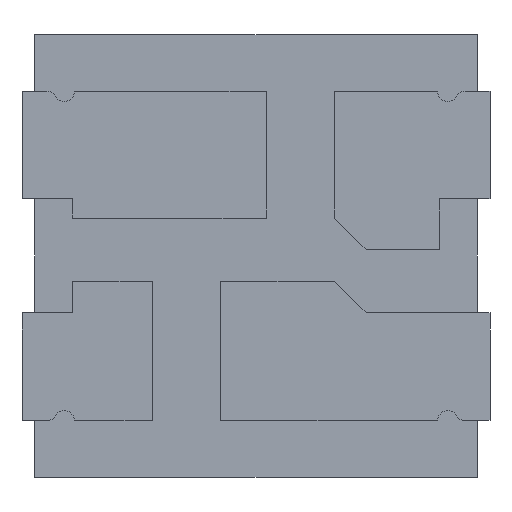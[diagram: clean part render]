
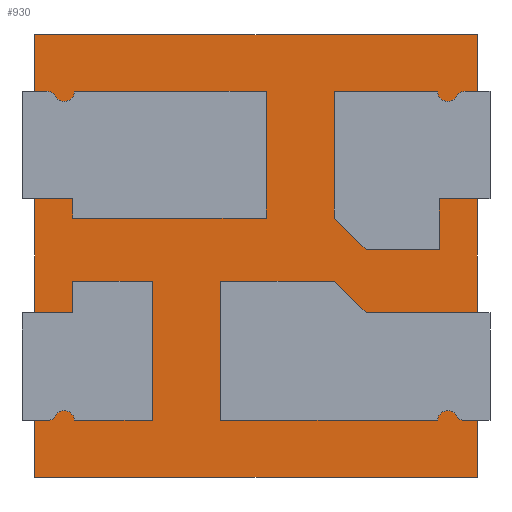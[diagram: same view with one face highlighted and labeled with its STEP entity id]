
A CAD part, front view. The second image highlights one B-rep face of the part: STEP entity #930.
In plain terms, the highlighted planar face has unit normal (0, -1, 0).
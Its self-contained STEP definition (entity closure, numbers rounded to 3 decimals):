
#61=FACE_OUTER_BOUND('',#117,.T.);
#117=EDGE_LOOP('',(#649,#650,#651,#652));
#170=LINE('',#1347,#284);
#175=LINE('',#1356,#289);
#178=LINE('',#1368,#292);
#181=LINE('',#1373,#295);
#284=VECTOR('',#1082,1000.);
#289=VECTOR('',#1089,1000.);
#292=VECTOR('',#1102,1000.);
#295=VECTOR('',#1109,1000.);
#396=VERTEX_POINT('',#1344);
#397=VERTEX_POINT('',#1346);
#400=VERTEX_POINT('',#1354);
#404=VERTEX_POINT('',#1367);
#486=EDGE_CURVE('',#396,#397,#170,.T.);
#491=EDGE_CURVE('',#400,#396,#175,.T.);
#496=EDGE_CURVE('',#397,#404,#178,.T.);
#499=EDGE_CURVE('',#404,#400,#181,.T.);
#649=ORIENTED_EDGE('',*,*,#499,.F.);
#650=ORIENTED_EDGE('',*,*,#496,.F.);
#651=ORIENTED_EDGE('',*,*,#486,.F.);
#652=ORIENTED_EDGE('',*,*,#491,.F.);
#883=PLANE('',#1005);
#930=ADVANCED_FACE('',(#61),#883,.T.);
#1005=AXIS2_PLACEMENT_3D('',#1374,#1110,#1111);
#1082=DIRECTION('',(0.,0.,1.));
#1089=DIRECTION('',(-1.,0.,0.));
#1102=DIRECTION('',(1.,0.,0.));
#1109=DIRECTION('',(0.,0.,-1.));
#1110=DIRECTION('center_axis',(0.,-1.,0.));
#1111=DIRECTION('ref_axis',(0.,0.,-1.));
#1344=CARTESIAN_POINT('',(-1.75,0.12,-1.75));
#1346=CARTESIAN_POINT('',(-1.75,0.12,1.75));
#1347=CARTESIAN_POINT('',(-1.75,0.12,-1.75));
#1354=CARTESIAN_POINT('',(1.75,0.12,-1.75));
#1356=CARTESIAN_POINT('',(1.75,0.12,-1.75));
#1367=CARTESIAN_POINT('',(1.75,0.12,1.75));
#1368=CARTESIAN_POINT('',(-1.75,0.12,1.75));
#1373=CARTESIAN_POINT('',(1.75,0.12,1.75));
#1374=CARTESIAN_POINT('Origin',(1.75,0.12,-0.45));
